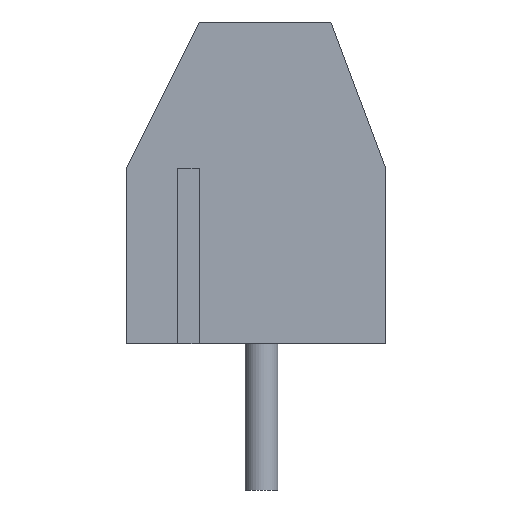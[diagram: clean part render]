
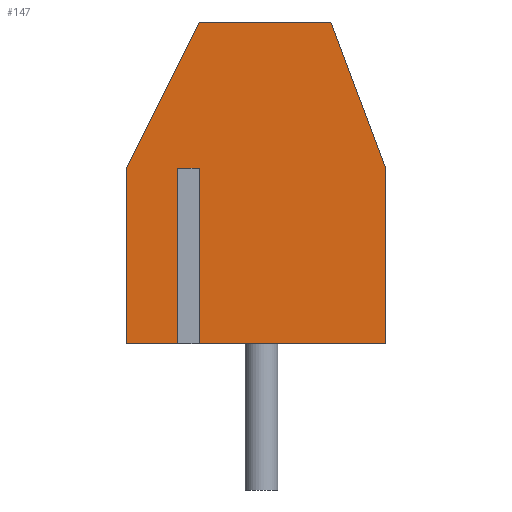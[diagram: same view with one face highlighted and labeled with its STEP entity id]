
A CAD part, left-side view. The second image highlights one B-rep face of the part: STEP entity #147.
In plain terms, the highlighted planar face has unit normal (-1, 0, 0).
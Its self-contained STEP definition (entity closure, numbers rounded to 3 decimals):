
#44 = VERTEX_POINT('',#45);
#45 = CARTESIAN_POINT('',(-1.75,-3.4,0.));
#53 = EDGE_CURVE('',#44,#54,#56,.T.);
#54 = VERTEX_POINT('',#55);
#55 = CARTESIAN_POINT('',(-1.75,-3.4,4.8));
#56 = LINE('',#57,#58);
#57 = CARTESIAN_POINT('',(-1.75,-3.4,0.));
#58 = VECTOR('',#59,1.);
#59 = DIRECTION('',(0.,0.,1.));
#147 = ADVANCED_FACE('',(#148),#221,.F.);
#148 = FACE_BOUND('',#149,.F.);
#149 = EDGE_LOOP('',(#150,#160,#168,#176,#184,#190,#191,#199,#207,#215)
  );
#150 = ORIENTED_EDGE('',*,*,#151,.F.);
#151 = EDGE_CURVE('',#152,#154,#156,.T.);
#152 = VERTEX_POINT('',#153);
#153 = CARTESIAN_POINT('',(-1.75,3.7,0.));
#154 = VERTEX_POINT('',#155);
#155 = CARTESIAN_POINT('',(-1.75,2.3,0.));
#156 = LINE('',#157,#158);
#157 = CARTESIAN_POINT('',(-1.75,3.7,0.));
#158 = VECTOR('',#159,1.);
#159 = DIRECTION('',(0.,-1.,0.));
#160 = ORIENTED_EDGE('',*,*,#161,.T.);
#161 = EDGE_CURVE('',#152,#162,#164,.T.);
#162 = VERTEX_POINT('',#163);
#163 = CARTESIAN_POINT('',(-1.75,3.7,4.8));
#164 = LINE('',#165,#166);
#165 = CARTESIAN_POINT('',(-1.75,3.7,0.));
#166 = VECTOR('',#167,1.);
#167 = DIRECTION('',(0.,0.,1.));
#168 = ORIENTED_EDGE('',*,*,#169,.F.);
#169 = EDGE_CURVE('',#170,#162,#172,.T.);
#170 = VERTEX_POINT('',#171);
#171 = CARTESIAN_POINT('',(-1.75,1.7,8.8));
#172 = LINE('',#173,#174);
#173 = CARTESIAN_POINT('',(-1.75,3.66,4.88));
#174 = VECTOR('',#175,1.);
#175 = DIRECTION('',(0.,0.447,-0.894));
#176 = ORIENTED_EDGE('',*,*,#177,.T.);
#177 = EDGE_CURVE('',#170,#178,#180,.T.);
#178 = VERTEX_POINT('',#179);
#179 = CARTESIAN_POINT('',(-1.75,-1.9,8.8));
#180 = LINE('',#181,#182);
#181 = CARTESIAN_POINT('',(-1.75,3.7,8.8));
#182 = VECTOR('',#183,1.);
#183 = DIRECTION('',(0.,-1.,0.));
#184 = ORIENTED_EDGE('',*,*,#185,.F.);
#185 = EDGE_CURVE('',#54,#178,#186,.T.);
#186 = LINE('',#187,#188);
#187 = CARTESIAN_POINT('',(-1.75,-3.751,3.863));
#188 = VECTOR('',#189,1.);
#189 = DIRECTION('',(0.,0.351,0.936));
#190 = ORIENTED_EDGE('',*,*,#53,.F.);
#191 = ORIENTED_EDGE('',*,*,#192,.F.);
#192 = EDGE_CURVE('',#193,#44,#195,.T.);
#193 = VERTEX_POINT('',#194);
#194 = CARTESIAN_POINT('',(-1.75,1.7,0.));
#195 = LINE('',#196,#197);
#196 = CARTESIAN_POINT('',(-1.75,3.7,0.));
#197 = VECTOR('',#198,1.);
#198 = DIRECTION('',(0.,-1.,0.));
#199 = ORIENTED_EDGE('',*,*,#200,.T.);
#200 = EDGE_CURVE('',#193,#201,#203,.T.);
#201 = VERTEX_POINT('',#202);
#202 = CARTESIAN_POINT('',(-1.75,1.7,4.8));
#203 = LINE('',#204,#205);
#204 = CARTESIAN_POINT('',(-1.75,1.7,0.));
#205 = VECTOR('',#206,1.);
#206 = DIRECTION('',(0.,0.,1.));
#207 = ORIENTED_EDGE('',*,*,#208,.T.);
#208 = EDGE_CURVE('',#201,#209,#211,.T.);
#209 = VERTEX_POINT('',#210);
#210 = CARTESIAN_POINT('',(-1.75,2.3,4.8));
#211 = LINE('',#212,#213);
#212 = CARTESIAN_POINT('',(-1.75,1.7,4.8));
#213 = VECTOR('',#214,1.);
#214 = DIRECTION('',(0.,1.,0.));
#215 = ORIENTED_EDGE('',*,*,#216,.F.);
#216 = EDGE_CURVE('',#154,#209,#217,.T.);
#217 = LINE('',#218,#219);
#218 = CARTESIAN_POINT('',(-1.75,2.3,0.));
#219 = VECTOR('',#220,1.);
#220 = DIRECTION('',(0.,0.,1.));
#221 = PLANE('',#222);
#222 = AXIS2_PLACEMENT_3D('',#223,#224,#225);
#223 = CARTESIAN_POINT('',(-1.75,3.7,0.));
#224 = DIRECTION('',(1.,0.,0.));
#225 = DIRECTION('',(0.,-1.,0.));
